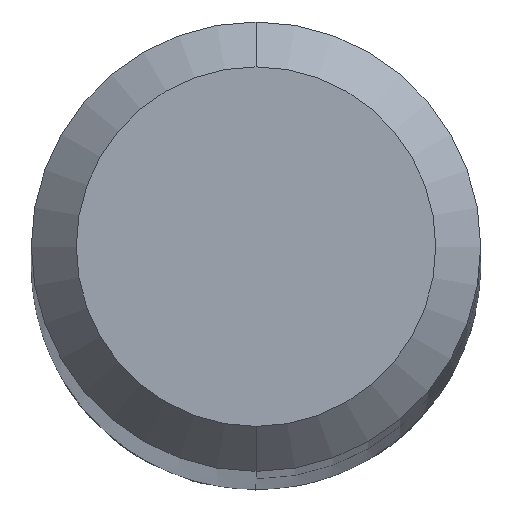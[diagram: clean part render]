
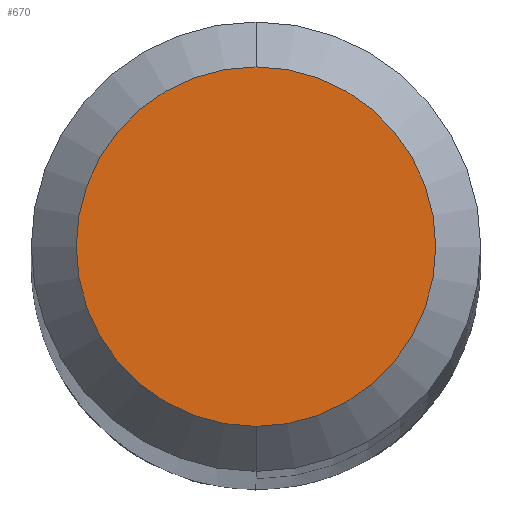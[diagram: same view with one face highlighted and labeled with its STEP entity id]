
A CAD part, top view. The second image highlights one B-rep face of the part: STEP entity #670.
In plain terms, the highlighted planar face has unit normal (0, 0, 1).
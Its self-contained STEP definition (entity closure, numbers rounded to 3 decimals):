
#646=EDGE_CURVE('',#986,#738,#1625,.T.);
#670=ADVANCED_FACE('',(#1651),#1652,.T.);
#738=VERTEX_POINT('',#1722);
#986=VERTEX_POINT('',#1993);
#1204=EDGE_CURVE('',#738,#986,#2236,.T.);
#1625=CIRCLE('',#3243,1.2);
#1651=FACE_OUTER_BOUND('',#3316,.T.);
#1652=PLANE('',#3317);
#1722=CARTESIAN_POINT('',(0.0,1.2,0.0));
#1993=CARTESIAN_POINT('',(0.,-1.2,0.0));
#2236=CIRCLE('',#6551,1.2);
#3243=AXIS2_PLACEMENT_3D('',#8174,#8175,#8176);
#3316=EDGE_LOOP('',(#8203,#8204));
#3317=AXIS2_PLACEMENT_3D('',#8205,#8206,#8207);
#6551=AXIS2_PLACEMENT_3D('',#8856,#8857,#8858);
#8174=CARTESIAN_POINT('',(0.0,0.0,0.0));
#8175=DIRECTION('',(0.0,0.0,-1.0));
#8176=DIRECTION('',(0.0,1.0,0.0));
#8203=ORIENTED_EDGE('',*,*,#1204,.F.);
#8204=ORIENTED_EDGE('',*,*,#646,.F.);
#8205=CARTESIAN_POINT('',(0.0,0.6,0.0));
#8206=DIRECTION('',(-0.0,0.0,1.0));
#8207=DIRECTION('',(0.0,-1.0,0.0));
#8856=CARTESIAN_POINT('',(0.0,0.0,0.0));
#8857=DIRECTION('',(0.0,0.0,-1.0));
#8858=DIRECTION('',(0.0,1.0,0.0));
